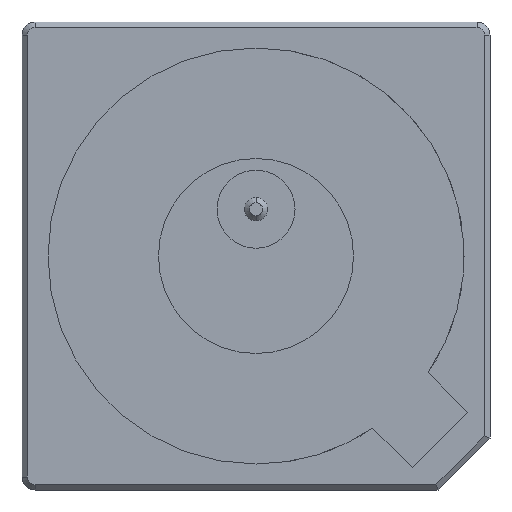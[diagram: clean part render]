
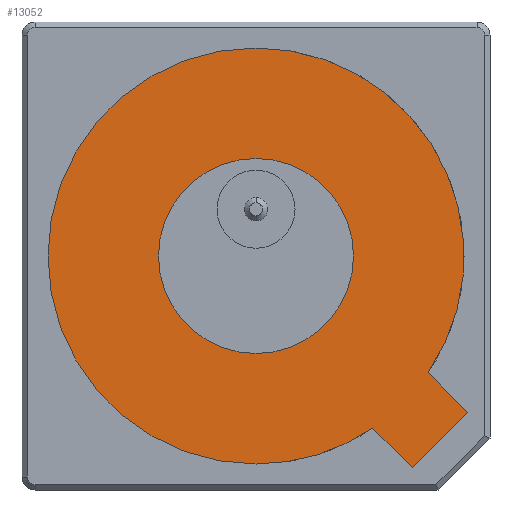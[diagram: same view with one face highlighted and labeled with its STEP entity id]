
A CAD part, front view. The second image highlights one B-rep face of the part: STEP entity #13052.
In plain terms, the highlighted planar face has unit normal (0, 1, 0).
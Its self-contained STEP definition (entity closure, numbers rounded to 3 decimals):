
#18 = VECTOR ( 'NONE', #9494, 1000. ) ;
#82 = EDGE_CURVE ( 'NONE', #3937, #6657, #8375, .T. ) ;
#148 = ORIENTED_EDGE ( 'NONE', *, *, #10273, .T. ) ;
#191 = CIRCLE ( 'NONE', #6773, 3.75 ) ;
#559 = CARTESIAN_POINT ( 'NONE',  ( 6.617, -0.2, -4.496 ) ) ;
#839 = CIRCLE ( 'NONE', #8648, 8. ) ;
#862 = DIRECTION ( 'NONE',  ( -0.707, 0., 0.707 ) ) ;
#1282 = DIRECTION ( 'NONE',  ( 0., 0., 1. ) ) ;
#1296 = AXIS2_PLACEMENT_3D ( 'NONE', #11489, #7627, #16844 ) ;
#1396 = EDGE_CURVE ( 'NONE', #6657, #12146, #839, .T. ) ;
#1965 = ORIENTED_EDGE ( 'NONE', *, *, #1396, .T. ) ;
#2448 = CIRCLE ( 'NONE', #1296, 8. ) ;
#2594 = VERTEX_POINT ( 'NONE', #16213 ) ;
#2667 = EDGE_CURVE ( 'NONE', #7448, #5118, #191, .T. ) ;
#2726 = AXIS2_PLACEMENT_3D ( 'NONE', #10467, #6396, #1282 ) ;
#2941 = CARTESIAN_POINT ( 'NONE',  ( 0., -0.2, 0. ) ) ;
#3086 = AXIS2_PLACEMENT_3D ( 'NONE', #11916, #4118, #13255 ) ;
#3296 = CARTESIAN_POINT ( 'NONE',  ( 6.009, -0.2, -8.13 ) ) ;
#3333 = AXIS2_PLACEMENT_3D ( 'NONE', #11367, #16497, #4870 ) ;
#3937 = VERTEX_POINT ( 'NONE', #7026 ) ;
#4118 = DIRECTION ( 'NONE',  ( 0., -1., 0. ) ) ;
#4659 = LINE ( 'NONE', #15064, #13443 ) ;
#4839 = FACE_BOUND ( 'NONE', #10124, .T. ) ;
#4870 = DIRECTION ( 'NONE',  ( 0., 0., 1. ) ) ;
#4871 = EDGE_LOOP ( 'NONE', ( #16899, #9431, #1965, #148, #9770, #6245 ) ) ;
#5118 = VERTEX_POINT ( 'NONE', #11370 ) ;
#5267 = CARTESIAN_POINT ( 'NONE',  ( 8.13, -0.2, -6.009 ) ) ;
#6245 = ORIENTED_EDGE ( 'NONE', *, *, #15545, .T. ) ;
#6396 = DIRECTION ( 'NONE',  ( 0., 1., 0. ) ) ;
#6400 = EDGE_CURVE ( 'NONE', #5118, #7448, #16019, .T. ) ;
#6657 = VERTEX_POINT ( 'NONE', #11191 ) ;
#6773 = AXIS2_PLACEMENT_3D ( 'NONE', #2941, #14939, #16096 ) ;
#6968 = LINE ( 'NONE', #559, #18 ) ;
#7026 = CARTESIAN_POINT ( 'NONE',  ( 4.496, -0.2, -6.617 ) ) ;
#7448 = VERTEX_POINT ( 'NONE', #14365 ) ;
#7627 = DIRECTION ( 'NONE',  ( 0., 1., 0. ) ) ;
#8375 = CIRCLE ( 'NONE', #2726, 8. ) ;
#8648 = AXIS2_PLACEMENT_3D ( 'NONE', #13054, #10353, #13113 ) ;
#8798 = ORIENTED_EDGE ( 'NONE', *, *, #2667, .T. ) ;
#8905 = EDGE_CURVE ( 'NONE', #2594, #14951, #6968, .T. ) ;
#9431 = ORIENTED_EDGE ( 'NONE', *, *, #82, .T. ) ;
#9494 = DIRECTION ( 'NONE',  ( 0.707, 0., -0.707 ) ) ;
#9770 = ORIENTED_EDGE ( 'NONE', *, *, #8905, .T. ) ;
#10124 = EDGE_LOOP ( 'NONE', ( #8798, #14638 ) ) ;
#10273 = EDGE_CURVE ( 'NONE', #12146, #2594, #2448, .T. ) ;
#10353 = DIRECTION ( 'NONE',  ( 0., 1., 0. ) ) ;
#10467 = CARTESIAN_POINT ( 'NONE',  ( 0., -0.2, 0. ) ) ;
#11191 = CARTESIAN_POINT ( 'NONE',  ( 0., -0.2, -8. ) ) ;
#11367 = CARTESIAN_POINT ( 'NONE',  ( 0., -0.2, 0. ) ) ;
#11370 = CARTESIAN_POINT ( 'NONE',  ( 0., -0.2, -3.75 ) ) ;
#11489 = CARTESIAN_POINT ( 'NONE',  ( 0., -0.2, 0. ) ) ;
#11573 = FACE_OUTER_BOUND ( 'NONE', #4871, .T. ) ;
#11880 = EDGE_CURVE ( 'NONE', #12760, #3937, #4659, .T. ) ;
#11916 = CARTESIAN_POINT ( 'NONE',  ( 0., -0.2, 0. ) ) ;
#12146 = VERTEX_POINT ( 'NONE', #13549 ) ;
#12760 = VERTEX_POINT ( 'NONE', #3296 ) ;
#13052 = ADVANCED_FACE ( 'NONE', ( #11573, #4839 ), #13718, .T. ) ;
#13054 = CARTESIAN_POINT ( 'NONE',  ( 0., -0.2, 0. ) ) ;
#13113 = DIRECTION ( 'NONE',  ( 0., 0., 1. ) ) ;
#13255 = DIRECTION ( 'NONE',  ( 0., 0., 1. ) ) ;
#13443 = VECTOR ( 'NONE', #862, 1000. ) ;
#13549 = CARTESIAN_POINT ( 'NONE',  ( 0., -0.2, 8. ) ) ;
#13718 = PLANE ( 'NONE',  #3333 ) ;
#13800 = DIRECTION ( 'NONE',  ( -0.707, 0., -0.707 ) ) ;
#14365 = CARTESIAN_POINT ( 'NONE',  ( 0., -0.2, 3.75 ) ) ;
#14638 = ORIENTED_EDGE ( 'NONE', *, *, #6400, .T. ) ;
#14939 = DIRECTION ( 'NONE',  ( 0., -1., 0. ) ) ;
#14951 = VERTEX_POINT ( 'NONE', #5267 ) ;
#15064 = CARTESIAN_POINT ( 'NONE',  ( 6.009, -0.2, -8.13 ) ) ;
#15545 = EDGE_CURVE ( 'NONE', #14951, #12760, #16089, .T. ) ;
#15665 = VECTOR ( 'NONE', #13800, 1000. ) ;
#16019 = CIRCLE ( 'NONE', #3086, 3.75 ) ;
#16089 = LINE ( 'NONE', #16235, #15665 ) ;
#16096 = DIRECTION ( 'NONE',  ( 0., 0., 1. ) ) ;
#16213 = CARTESIAN_POINT ( 'NONE',  ( 6.617, -0.2, -4.496 ) ) ;
#16235 = CARTESIAN_POINT ( 'NONE',  ( 8.13, -0.2, -6.009 ) ) ;
#16497 = DIRECTION ( 'NONE',  ( 0., 1., 0. ) ) ;
#16844 = DIRECTION ( 'NONE',  ( 0., 0., 1. ) ) ;
#16899 = ORIENTED_EDGE ( 'NONE', *, *, #11880, .T. ) ;
